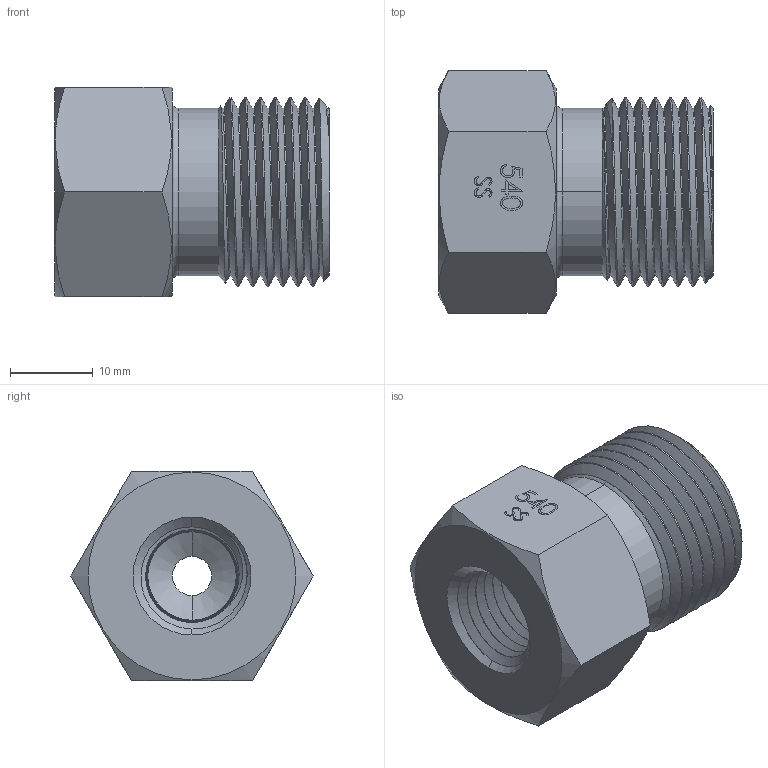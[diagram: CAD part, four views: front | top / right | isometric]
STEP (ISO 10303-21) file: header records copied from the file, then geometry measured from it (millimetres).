
FILE_DESCRIPTION (( 'STEP AP203' ), '1' );
FILE_NAME ('AD-540MSS-4FNPT.STEP', '2025-08-04T14:07:25', ( '' ), ( '' ), 'SwSTEP 2.0', 'SolidWorks 2018', '' );
FILE_SCHEMA (( 'CONFIG_CONTROL_DESIGN' ));
Length unit declared in the file: inch
Products named in the file (1): AD-540MSS-4FNPT
Bounding box: 33.27 x 29.33 x 25.4 mm (x, y, z)
Volume: 11152.8 mm3; surface area: 5494.6 mm2
Topology: 1 solids, 1 shells, 98 faces, 316 edges, 228 vertices
Faces by surface type: cylinder 42, cone 30, plane 17, bspline 5, torus 4
Entity records: 9089 total; most frequent: CARTESIAN_POINT 6559, ORIENTED_EDGE 632, DIRECTION 369, EDGE_CURVE 316, VERTEX_POINT 228, AXIS2_PLACEMENT_3D 134, B_SPLINE_CURVE_WITH_KNOTS 116, EDGE_LOOP 108
